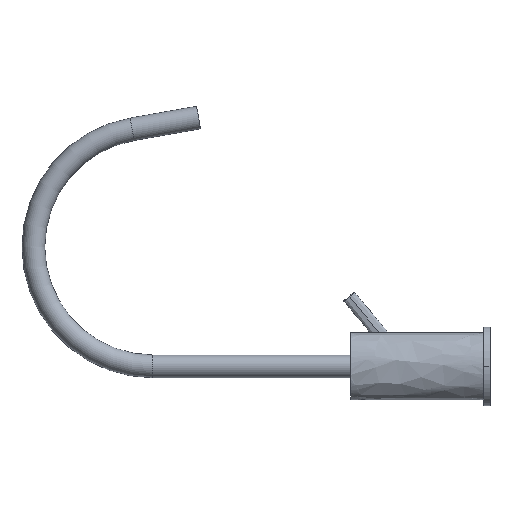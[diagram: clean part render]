
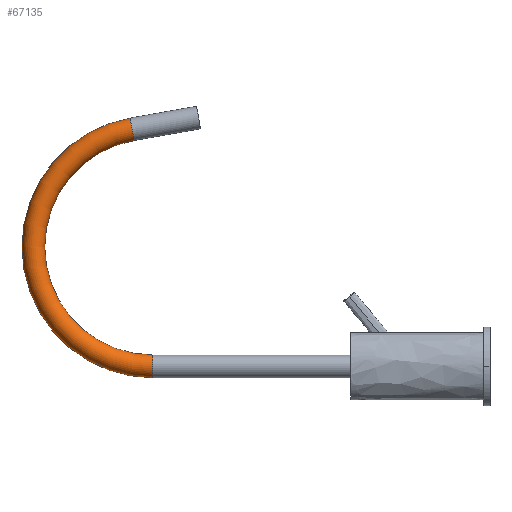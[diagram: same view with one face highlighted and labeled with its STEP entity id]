
A CAD part, left-side view. The second image highlights one B-rep face of the part: STEP entity #67135.
In plain terms, the highlighted toroidal (fillet/blend) face has major radius 94.315 mm and minor radius 9 mm.
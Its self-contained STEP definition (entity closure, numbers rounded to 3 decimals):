
#47254=CARTESIAN_POINT('',(0.,280.478,
187.198));
#47255=DIRECTION('',(0.,-0.985,0.174));
#47256=DIRECTION('',(0.,0.174,0.985));
#47257=AXIS2_PLACEMENT_3D('',#47254,#47255,#47256);
#47282=CARTESIAN_POINT('',(0.,264.1,94.315));
#47283=DIRECTION('',(1.,0.,0.));
#47284=DIRECTION('',(0.,0.,-1.));
#47285=AXIS2_PLACEMENT_3D('',#47282,#47283,#47284);
#57281=CARTESIAN_POINT('',(0.,264.1,0.));
#57282=DIRECTION('',(0.,1.,0.));
#57283=DIRECTION('',(0.,0.,-1.));
#57284=AXIS2_PLACEMENT_3D('',#57281,#57282,#57283);
#57286=CARTESIAN_POINT('',(0.,264.1,94.315));
#57287=DIRECTION('',(1.,0.,0.));
#57288=DIRECTION('',(0.,0.,-1.));
#57289=AXIS2_PLACEMENT_3D('',#57286,#57287,#57288);
#57435=CARTESIAN_POINT('',(0.,264.1,9.));
#57436=CARTESIAN_POINT('',(0.,264.1,-9.));
#57437=VERTEX_POINT('',#57435);
#57438=VERTEX_POINT('',#57436);
#57439=CARTESIAN_POINT('',(0.,278.915,
178.334));
#57440=CARTESIAN_POINT('',(0.,282.041,
196.061));
#57441=VERTEX_POINT('',#57439);
#57442=VERTEX_POINT('',#57440);
#67124=CARTESIAN_POINT('',(0.,264.1,94.315));
#67125=DIRECTION('',(1.,0.,0.));
#67126=DIRECTION('',(0.,0.,1.));
#67127=AXIS2_PLACEMENT_3D('',#67124,#67125,#67126);
#67128=TOROIDAL_SURFACE('',#67127,94.315,9.);
#67129=ORIENTED_EDGE('',*,*,#67106,.F.);
#67130=ORIENTED_EDGE('',*,*,#58727,.T.);
#67131=ORIENTED_EDGE('',*,*,#58675,.T.);
#67132=ORIENTED_EDGE('',*,*,#58724,.F.);
#67133=EDGE_LOOP('',(#67129,#67130,#67131,#67132));
#67134=FACE_OUTER_BOUND('',#67133,.F.);
#67135=ADVANCED_FACE('',(#67134),#67128,.T.);
#47258=CIRCLE('',#47257,9.);
#47286=CIRCLE('',#47285,85.315);
#57285=CIRCLE('',#57284,9.);
#57290=CIRCLE('',#57289,103.315);
#58675=EDGE_CURVE('',#57442,#57441,#47258,.T.);
#58724=EDGE_CURVE('',#57437,#57441,#47286,.T.);
#58727=EDGE_CURVE('',#57438,#57442,#57290,.T.);
#67106=EDGE_CURVE('',#57438,#57437,#57285,.T.);
